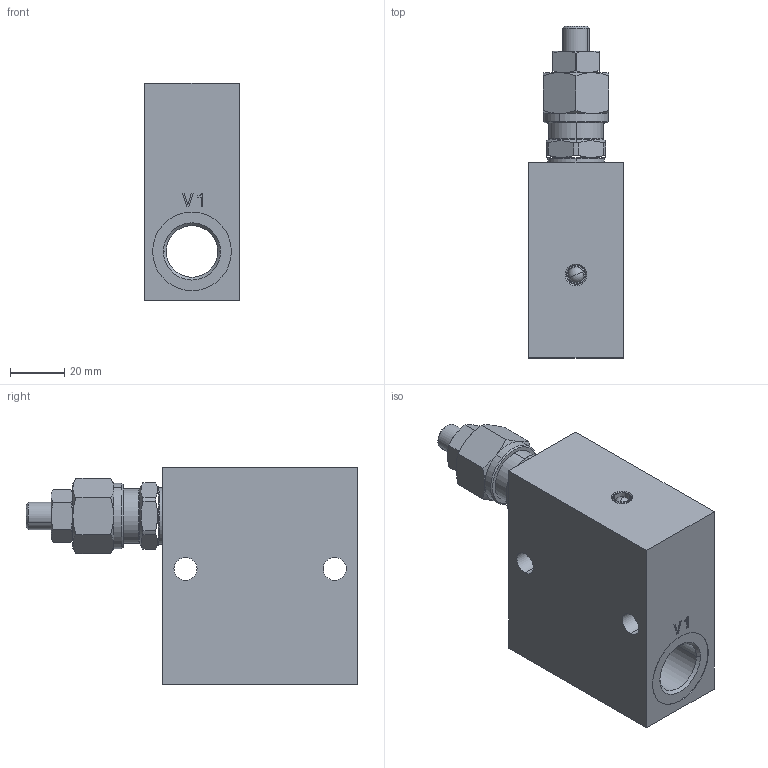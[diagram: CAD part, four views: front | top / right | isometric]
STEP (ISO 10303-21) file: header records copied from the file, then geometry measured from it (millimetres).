
FILE_DESCRIPTION (( 'STEP AP214' ), '1' );
FILE_NAME ('052107030320000.STEP', '2025-06-04T08:33:44', ( '' ), ( '' ), 'SwSTEP 2.0', 'SolidWorks 2023', '' );
FILE_SCHEMA (( 'AUTOMOTIVE_DESIGN' ));
Length unit declared in the file: millimetre
Products named in the file (1): 052107030320000
Bounding box: 35 x 122.23 x 80.2 mm (x, y, z)
Surface area: 32571.7 mm2 (no closed solid volume)
Topology: 0 solids, 56 shells, 230 faces, 3315 edges, 3142 vertices
Faces by surface type: plane 129, cone 42, cylinder 40, bspline 11, torus 4, sphere 4
Entity records: 31144 total; most frequent: CARTESIAN_POINT 9461, DIRECTION 3739, ORIENTED_EDGE 3664, EDGE_CURVE 3313, VERTEX_POINT 3142, LINE 2979, VECTOR 2979, AXIS2_PLACEMENT_3D 380
